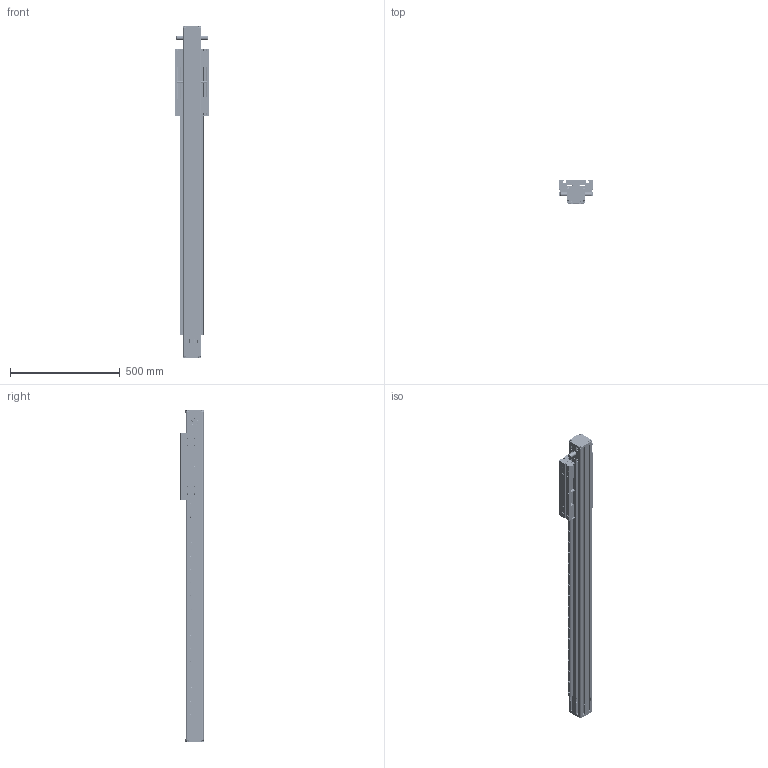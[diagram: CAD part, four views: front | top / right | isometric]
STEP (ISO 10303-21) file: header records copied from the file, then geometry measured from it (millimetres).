
FILE_DESCRIPTION (( 'STEP AP214' ), '1' );
FILE_NAME ('MTS80-1000-D9.STEP', '2023-03-14T09:40:16', ( '' ), ( '' ), 'SwSTEP 2.0', 'SolidWorks 2021', '' );
FILE_SCHEMA (( 'AUTOMOTIVE_DESIGN' ));
Length unit declared in the file: millimetre
Products named in the file (33): A2P012V; VTSTA0,40-010; A2P001V; A2G006-0304_A2G006-0304; A2PR009; VTCEZ0,50-016_ISO 4762 M5 x 16 - 16C-Z; A2P007L; G2PRM03; A2A001L-0304; DQM08S; VTSTA0,40-008; VTCEZ0,60-014_ISO 4762 M6 x 14 - 14C-Z; A2Y006; A2P009V; A2PR008; SGF55_Circlip DIN 472 - 55 x 2; VTCEZ0,50-010_ISO 4762 M5 x 10 - 10C-Z; VTSTA0,30-008; A2S001; A2L001-0515; A2P005L; A2P008V; A2S002; A2PRM02; DTM08-M5; VTCEZ0,60-120_ISO 4762 M6 x 120 - 120C-Z; MTS80-1000-D9; CSR-06006-2RS; G2S001-01; A2D006LF; A2PRM01-D19; G2W005; A2Y002-D19
Assembly tree (182 placements, depth 4):
  MTS80-1000-D9
    A2A001L-0304
    A2L001-0515
    A2G006-0304_A2G006-0304  x2
    DTM08-M5  x44
    VTCEZ0,50-016_ISO 4762 M5 x 16 - 16C-Z  x44
    A2PRM02
      A2PR009
        A2S002
      A2P012V
      A2P007L
      A2P008V
      VTCEZ0,60-120_ISO 4762 M6 x 120 - 120C-Z  x4
      VTSTA0,30-008  x2
      A2P009V
      VTSTA0,40-008  x2
    G2PRM03
      G2S001-01
      G2W005  x2
      A2D006LF  x4
      VTCEZ0,60-014_ISO 4762 M6 x 14 - 14C-Z  x12
      VTSTA0,40-010  x10
      A2Y006  x2
      VTCEZ0,50-010_ISO 4762 M5 x 10 - 10C-Z  x18
    A2PRM01-D19
      A2PR008
        A2S001
      A2P001V
      SGF55_Circlip DIN 472 - 55 x 2  x2
      CSR-06006-2RS  x2
      A2Y002-D19
      A2P005L
      A2P008V
      VTSTA0,30-008  x2
      DQM08S  x8
      VTCEZ0,60-120_ISO 4762 M6 x 120 - 120C-Z  x4
Bounding box: 156 x 105 x 1511 mm (x, y, z)
Volume: 5530976.2 mm3; surface area: 2392730.7 mm2
Topology: 225 solids, 229 shells, 8092 faces, 20602 edges, 12804 vertices
Faces by surface type: plane 3695, cylinder 2863, cone 896, bspline 638
Entity records: 131158 total; most frequent: CARTESIAN_POINT 22993, ORIENTED_EDGE 15596, DIRECTION 15584, EDGE_CURVE 7798, AXIS2_PLACEMENT_3D 5344, VERTEX_POINT 5043, VECTOR 4896, LINE 4896
